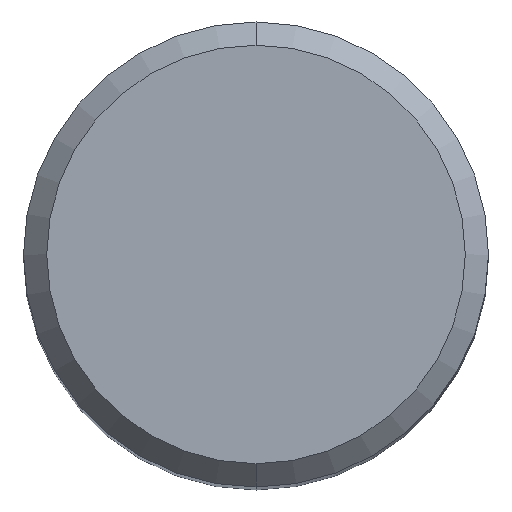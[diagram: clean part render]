
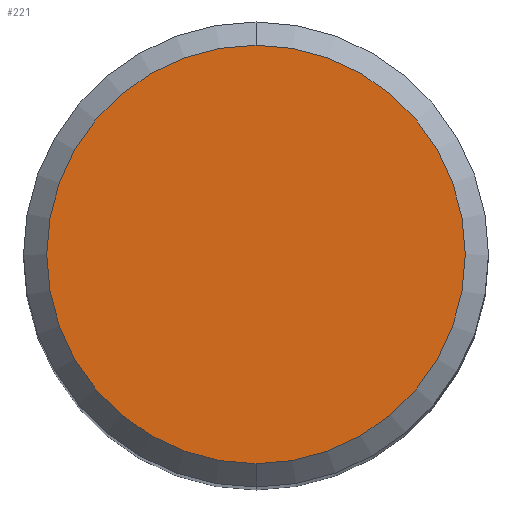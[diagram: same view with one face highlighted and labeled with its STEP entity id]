
A CAD part, top view. The second image highlights one B-rep face of the part: STEP entity #221.
In plain terms, the highlighted planar face has unit normal (0, 0, 1).
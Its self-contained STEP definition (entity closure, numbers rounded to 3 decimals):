
#125=VERTEX_POINT('',#282);
#139=EDGE_CURVE('',#187,#125,#297,.T.);
#185=EDGE_CURVE('',#125,#187,#348,.T.);
#187=VERTEX_POINT('',#350);
#221=ADVANCED_FACE('',(#386),#387,.T.);
#282=CARTESIAN_POINT('',(0.,-4.5,0.0));
#297=CIRCLE('',#471,4.5);
#348=CIRCLE('',#536,4.5);
#350=CARTESIAN_POINT('',(0.0,4.5,0.0));
#386=FACE_OUTER_BOUND('',#587,.T.);
#387=PLANE('',#588);
#471=AXIS2_PLACEMENT_3D('',#667,#668,#669);
#536=AXIS2_PLACEMENT_3D('',#730,#731,#732);
#587=EDGE_LOOP('',(#769,#770));
#588=AXIS2_PLACEMENT_3D('',#771,#772,#773);
#667=CARTESIAN_POINT('',(0.0,0.0,0.0));
#668=DIRECTION('',(0.0,0.0,-1.0));
#669=DIRECTION('',(0.0,1.0,0.0));
#730=CARTESIAN_POINT('',(0.0,0.0,0.0));
#731=DIRECTION('',(0.0,0.0,-1.0));
#732=DIRECTION('',(0.0,1.0,0.0));
#769=ORIENTED_EDGE('',*,*,#139,.F.);
#770=ORIENTED_EDGE('',*,*,#185,.F.);
#771=CARTESIAN_POINT('',(0.0,2.25,0.0));
#772=DIRECTION('',(-0.0,0.0,1.0));
#773=DIRECTION('',(0.0,-1.0,0.0));
